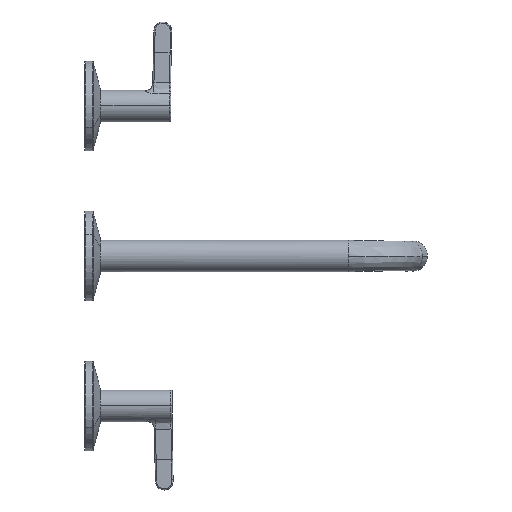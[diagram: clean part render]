
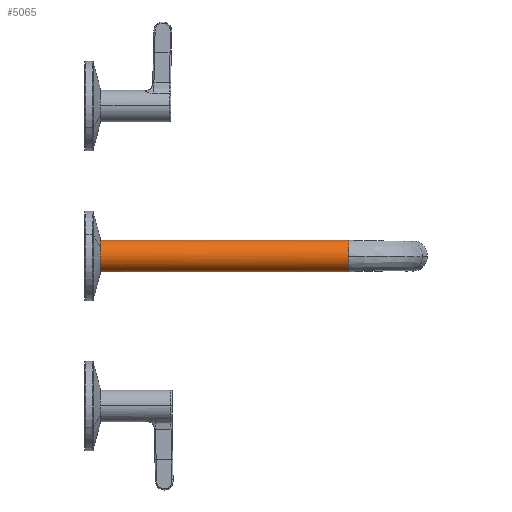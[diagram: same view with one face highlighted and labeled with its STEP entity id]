
A CAD part, top view. The second image highlights one B-rep face of the part: STEP entity #5065.
In plain terms, the highlighted cylindrical face has radius 10.5 mm (diameter 21 mm), a partial arc.
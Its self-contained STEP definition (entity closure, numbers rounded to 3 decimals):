
#5009=CARTESIAN_POINT('Vertex',(10.5,-57.907,0.)) ;
#5011=CARTESIAN_POINT('Vertex',(-10.5,-57.907,0.)) ;
#5014=CARTESIAN_POINT('Axis2P3D Location',(0.,-57.907,0.)) ;
#5024=CARTESIAN_POINT('Axis2P3D Location',(0.,-152.001,0.)) ;
#5029=CARTESIAN_POINT('Line Origine',(-10.5,-152.001,0.)) ;
#5033=CARTESIAN_POINT('Vertex',(-10.5,-228.981,0.)) ;
#5037=CARTESIAN_POINT('Control Point',(-0.43,-228.981,10.492)) ;
#5038=CARTESIAN_POINT('Control Point',(-3.64,-228.981,10.36)) ;
#5039=CARTESIAN_POINT('Control Point',(-6.802,-228.981,9.004)) ;
#5040=CARTESIAN_POINT('Control Point',(-9.275,-228.981,6.428)) ;
#5041=CARTESIAN_POINT('Control Point',(-10.5,-228.981,3.213)) ;
#5042=CARTESIAN_POINT('Control Point',(-10.5,-228.981,0.)) ;
#5043=CARTESIAN_POINT('Vertex',(-0.43,-228.981,10.492)) ;
#5046=CARTESIAN_POINT('Axis2P3D Location',(0.,-228.981,0.)) ;
#5050=CARTESIAN_POINT('Vertex',(10.5,-228.981,0.)) ;
#5053=CARTESIAN_POINT('Line Origine',(10.5,-152.001,0.)) ;
#5031=VECTOR('Line Direction',#5030,1.) ;
#5055=VECTOR('Line Direction',#5054,1.) ;
#5015=DIRECTION('Axis2P3D Direction',(0.,1.,0.)) ;
#5025=DIRECTION('Axis2P3D Direction',(0.,-1.,0.)) ;
#5026=DIRECTION('Axis2P3D XDirection',(1.,0.,0.)) ;
#5030=DIRECTION('Vector Direction',(0.,-1.,0.)) ;
#5047=DIRECTION('Axis2P3D Direction',(0.,-1.,0.)) ;
#5054=DIRECTION('Vector Direction',(0.,-1.,0.)) ;
#5016=AXIS2_PLACEMENT_3D('Circle Axis2P3D',#5014,#5015,$) ;
#5027=AXIS2_PLACEMENT_3D('Cylinder Axis2P3D',#5024,#5025,#5026) ;
#5048=AXIS2_PLACEMENT_3D('Circle Axis2P3D',#5046,#5047,$) ;
#5032=LINE('Line',#5029,#5031) ;
#5056=LINE('Line',#5053,#5055) ;
#5017=CIRCLE('generated circle',#5016,10.5) ;
#5049=CIRCLE('generated circle',#5048,10.5) ;
#5028=CYLINDRICAL_SURFACE('generated cylinder',#5027,10.5) ;
#5018=EDGE_CURVE('',#5012,#5010,#5017,.T.) ;
#5035=EDGE_CURVE('',#5012,#5034,#5032,.T.) ;
#5045=EDGE_CURVE('',#5044,#5034,#5036,.T.) ;
#5052=EDGE_CURVE('',#5051,#5044,#5049,.T.) ;
#5057=EDGE_CURVE('',#5010,#5051,#5056,.T.) ;
#5059=ORIENTED_EDGE('',*,*,#5035,.T.) ;
#5060=ORIENTED_EDGE('',*,*,#5045,.F.) ;
#5061=ORIENTED_EDGE('',*,*,#5052,.F.) ;
#5062=ORIENTED_EDGE('',*,*,#5057,.F.) ;
#5063=ORIENTED_EDGE('',*,*,#5018,.F.) ;
#5058=EDGE_LOOP('',(#5059,#5060,#5061,#5062,#5063)) ;
#5010=VERTEX_POINT('',#5009) ;
#5012=VERTEX_POINT('',#5011) ;
#5034=VERTEX_POINT('',#5033) ;
#5044=VERTEX_POINT('',#5043) ;
#5051=VERTEX_POINT('',#5050) ;
#5065=ADVANCED_FACE('Hauptk\X2\00F6\X0\rper',(#5064),#5028,.T.) ;
#5036=B_SPLINE_CURVE_WITH_KNOTS('',5,(#5037,#5038,#5039,#5040,#5041,#5042),.UNSPECIFIED.,.F.,.U.,(6,6),(-8.031,8.031),.UNSPECIFIED.) ;
#5064=FACE_OUTER_BOUND('',#5058,.T.) ;
